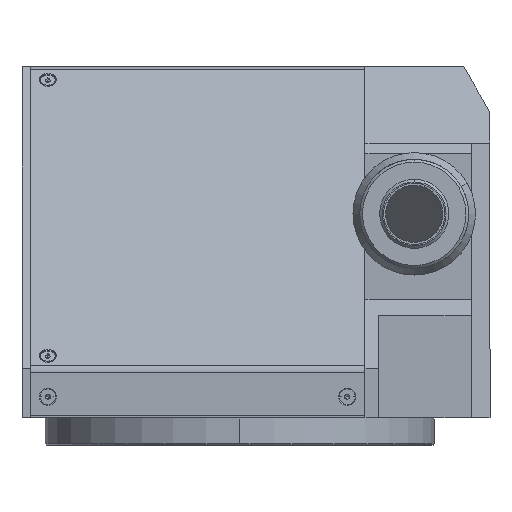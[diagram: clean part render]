
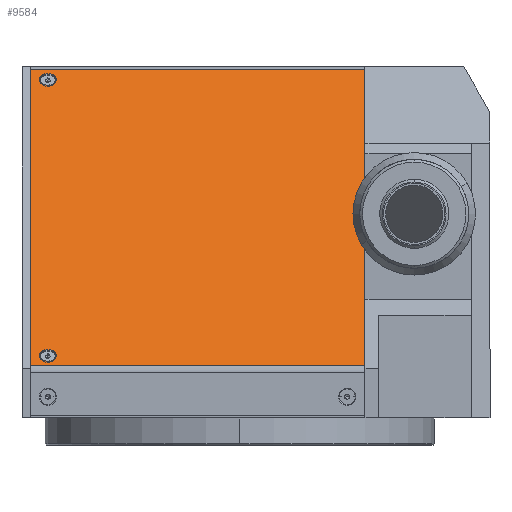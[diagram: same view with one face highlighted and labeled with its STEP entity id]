
A CAD part, left-side view. The second image highlights one B-rep face of the part: STEP entity #9584.
In plain terms, the highlighted planar face has unit normal (-0.707, 0, 0.707).
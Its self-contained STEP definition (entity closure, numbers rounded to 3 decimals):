
#60 = ORIENTED_EDGE ( 'NONE', *, *, #8388, .T. ) ;
#162 = DIRECTION ( 'NONE',  ( -0.707, 0., 0.707 ) ) ;
#642 = CIRCLE ( 'NONE', #12146, 3.15 ) ;
#726 = DIRECTION ( 'NONE',  ( 0., 1., 0. ) ) ;
#1264 = CARTESIAN_POINT ( 'NONE',  ( -76.828, 77., 26.385 ) ) ;
#1504 = EDGE_CURVE ( 'NONE', #15902, #12590, #10823, .T. ) ;
#1742 = VERTEX_POINT ( 'NONE', #11674 ) ;
#1751 = FACE_OUTER_BOUND ( 'NONE', #2327, .T. ) ;
#2074 = ORIENTED_EDGE ( 'NONE', *, *, #4022, .F. ) ;
#2327 = EDGE_LOOP ( 'NONE', ( #2700, #15868, #60, #7369 ) ) ;
#2700 = ORIENTED_EDGE ( 'NONE', *, *, #11388, .F. ) ;
#2770 = CIRCLE ( 'NONE', #9642, 3.15 ) ;
#2861 = ORIENTED_EDGE ( 'NONE', *, *, #14237, .F. ) ;
#3338 = CARTESIAN_POINT ( 'NONE',  ( -76.828, -46., 26.385 ) ) ;
#3695 = DIRECTION ( 'NONE',  ( 0.707, 0., 0.707 ) ) ;
#3778 = CARTESIAN_POINT ( 'NONE',  ( 28.08, 70.5, 131.293 ) ) ;
#4022 = EDGE_CURVE ( 'NONE', #12590, #15902, #642, .T. ) ;
#4448 = CARTESIAN_POINT ( 'NONE',  ( -77.414, 77., 25.799 ) ) ;
#4550 = LINE ( 'NONE', #5707, #6509 ) ;
#4586 = LINE ( 'NONE', #7520, #10851 ) ;
#4785 = DIRECTION ( 'NONE',  ( 0., -1., 0. ) ) ;
#5023 = DIRECTION ( 'NONE',  ( -0.707, 0., 0.707 ) ) ;
#5468 = VERTEX_POINT ( 'NONE', #8967 ) ;
#5707 = CARTESIAN_POINT ( 'NONE',  ( -77.414, -46., 25.799 ) ) ;
#6094 = EDGE_LOOP ( 'NONE', ( #2074, #12728 ) ) ;
#6308 = VECTOR ( 'NONE', #17462, 1000. ) ;
#6323 = CARTESIAN_POINT ( 'NONE',  ( -73.293, 70.5, 29.92 ) ) ;
#6509 = VECTOR ( 'NONE', #16507, 1000. ) ;
#6668 = EDGE_CURVE ( 'NONE', #8290, #8425, #4586, .T. ) ;
#7369 = ORIENTED_EDGE ( 'NONE', *, *, #6668, .F. ) ;
#7520 = CARTESIAN_POINT ( 'NONE',  ( -76.828, 77., 26.385 ) ) ;
#7560 = CARTESIAN_POINT ( 'NONE',  ( 31.615, -46., 134.828 ) ) ;
#7650 = DIRECTION ( 'NONE',  ( -0.707, 0., 0.707 ) ) ;
#7655 = CARTESIAN_POINT ( 'NONE',  ( 31.615, 77., 134.828 ) ) ;
#7908 = CARTESIAN_POINT ( 'NONE',  ( -77.414, 77., 25.799 ) ) ;
#8290 = VERTEX_POINT ( 'NONE', #3338 ) ;
#8388 = EDGE_CURVE ( 'NONE', #5468, #8425, #13234, .T. ) ;
#8393 = CARTESIAN_POINT ( 'NONE',  ( 30.307, 70.5, 133.52 ) ) ;
#8425 = VERTEX_POINT ( 'NONE', #1264 ) ;
#8599 = CARTESIAN_POINT ( 'NONE',  ( 25.852, 70.5, 129.066 ) ) ;
#8967 = CARTESIAN_POINT ( 'NONE',  ( 31.615, 77., 134.828 ) ) ;
#9078 = CIRCLE ( 'NONE', #17133, 3.15 ) ;
#9128 = VERTEX_POINT ( 'NONE', #13027 ) ;
#9224 = DIRECTION ( 'NONE',  ( 0.707, 0., 0.707 ) ) ;
#9584 = ADVANCED_FACE ( 'NONE', ( #12469, #11194, #1751 ), #10011, .T. ) ;
#9642 = AXIS2_PLACEMENT_3D ( 'NONE', #10526, #7650, #17477 ) ;
#9739 = VERTEX_POINT ( 'NONE', #7560 ) ;
#10011 = PLANE ( 'NONE',  #11613 ) ;
#10341 = ORIENTED_EDGE ( 'NONE', *, *, #15132, .F. ) ;
#10526 = CARTESIAN_POINT ( 'NONE',  ( -73.293, 70.5, 29.92 ) ) ;
#10823 = CIRCLE ( 'NONE', #13128, 3.15 ) ;
#10851 = VECTOR ( 'NONE', #726, 1000. ) ;
#11194 = FACE_BOUND ( 'NONE', #6094, .T. ) ;
#11388 = EDGE_CURVE ( 'NONE', #9739, #8290, #4550, .T. ) ;
#11613 = AXIS2_PLACEMENT_3D ( 'NONE', #4448, #162, #14146 ) ;
#11674 = CARTESIAN_POINT ( 'NONE',  ( -75.52, 70.5, 27.693 ) ) ;
#11712 = EDGE_LOOP ( 'NONE', ( #10341, #2861 ) ) ;
#12146 = AXIS2_PLACEMENT_3D ( 'NONE', #17350, #5023, #3695 ) ;
#12469 = FACE_BOUND ( 'NONE', #11712, .T. ) ;
#12590 = VERTEX_POINT ( 'NONE', #8393 ) ;
#12728 = ORIENTED_EDGE ( 'NONE', *, *, #1504, .F. ) ;
#13027 = CARTESIAN_POINT ( 'NONE',  ( -71.066, 70.5, 32.148 ) ) ;
#13128 = AXIS2_PLACEMENT_3D ( 'NONE', #3778, #13222, #9224 ) ;
#13181 = EDGE_CURVE ( 'NONE', #5468, #9739, #17285, .T. ) ;
#13222 = DIRECTION ( 'NONE',  ( -0.707, 0., 0.707 ) ) ;
#13234 = LINE ( 'NONE', #7908, #6308 ) ;
#14146 = DIRECTION ( 'NONE',  ( 0.707, 0., 0.707 ) ) ;
#14237 = EDGE_CURVE ( 'NONE', #1742, #9128, #2770, .T. ) ;
#15132 = EDGE_CURVE ( 'NONE', #9128, #1742, #9078, .T. ) ;
#15868 = ORIENTED_EDGE ( 'NONE', *, *, #13181, .F. ) ;
#15902 = VERTEX_POINT ( 'NONE', #8599 ) ;
#15962 = DIRECTION ( 'NONE',  ( 0.707, 0., 0.707 ) ) ;
#16507 = DIRECTION ( 'NONE',  ( -0.707, 0., -0.707 ) ) ;
#16780 = VECTOR ( 'NONE', #4785, 1000. ) ;
#16954 = DIRECTION ( 'NONE',  ( -0.707, 0., 0.707 ) ) ;
#17133 = AXIS2_PLACEMENT_3D ( 'NONE', #6323, #16954, #15962 ) ;
#17285 = LINE ( 'NONE', #7655, #16780 ) ;
#17350 = CARTESIAN_POINT ( 'NONE',  ( 28.08, 70.5, 131.293 ) ) ;
#17462 = DIRECTION ( 'NONE',  ( -0.707, 0., -0.707 ) ) ;
#17477 = DIRECTION ( 'NONE',  ( 0.707, 0., 0.707 ) ) ;
